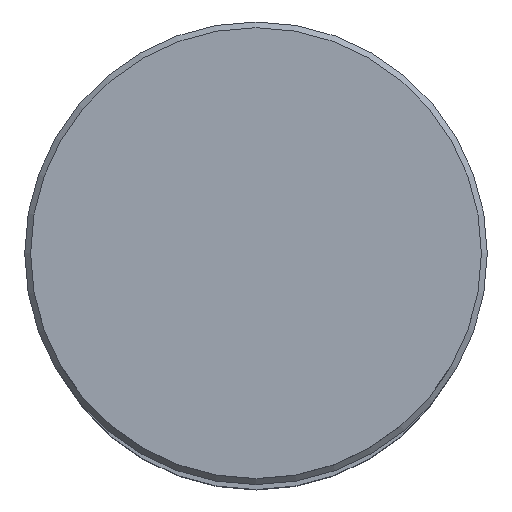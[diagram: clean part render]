
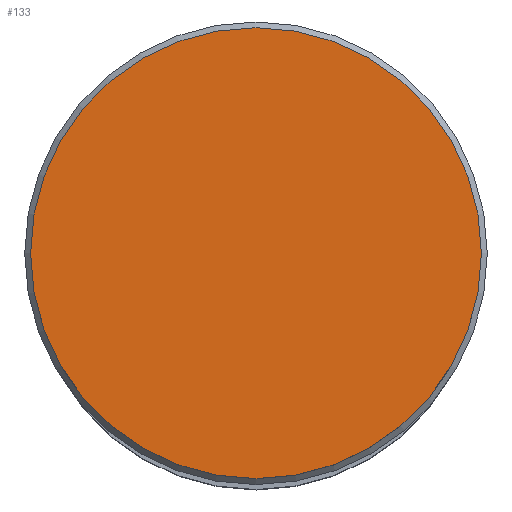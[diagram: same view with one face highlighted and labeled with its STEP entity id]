
A CAD part, top view. The second image highlights one B-rep face of the part: STEP entity #133.
In plain terms, the highlighted planar face has unit normal (0, 0, 1).
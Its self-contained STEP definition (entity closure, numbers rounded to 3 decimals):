
#47=ORIENTED_EDGE('',*,*,#59,.F.);
#59=EDGE_CURVE('',#69,#69,#79,.F.);
#69=VERTEX_POINT('',#245);
#79=CIRCLE('',#167,11.55);
#97=EDGE_LOOP('',(#47));
#117=FACE_BOUND('',#97,.T.);
#123=PLANE('',#168);
#133=ADVANCED_FACE('',(#117),#123,.T.);
#167=AXIS2_PLACEMENT_3D('',#244,#207,#208);
#168=AXIS2_PLACEMENT_3D('',#246,#209,#210);
#207=DIRECTION('',(0.,0.,1.));
#208=DIRECTION('',(1.,0.,0.));
#209=DIRECTION('',(0.,0.,1.));
#210=DIRECTION('',(1.,0.,0.));
#244=CARTESIAN_POINT('',(0.,0.,363.715));
#245=CARTESIAN_POINT('',(11.55,0.,363.715));
#246=CARTESIAN_POINT('',(-11.05,0.,363.715));
